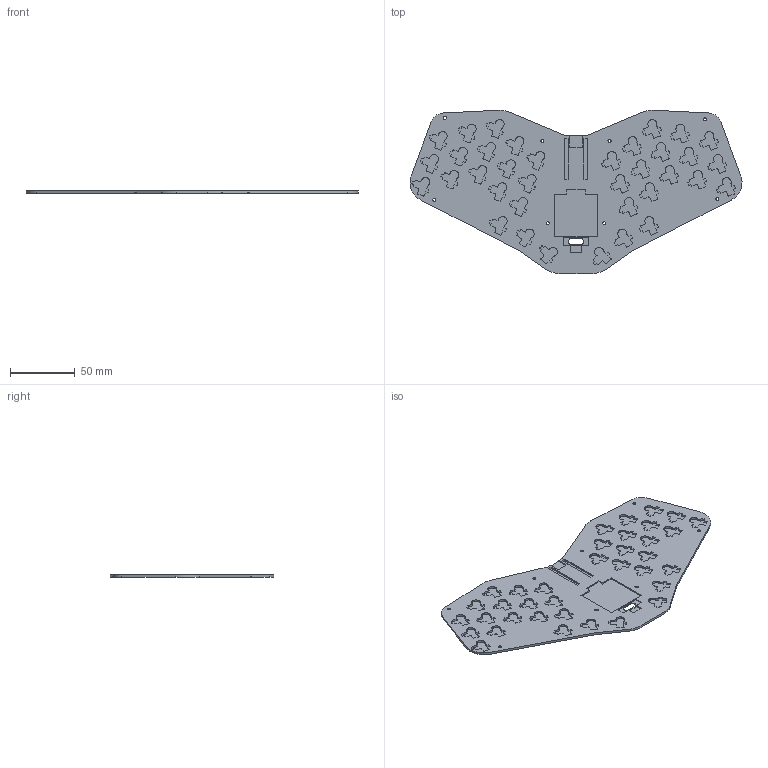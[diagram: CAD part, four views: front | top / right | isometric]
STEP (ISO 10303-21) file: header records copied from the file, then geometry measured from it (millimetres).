
FILE_DESCRIPTION(/* description */ (''),/* implementation_level */ '2;1');
FILE_NAME(/* name */ 'bottom plate.step',/* time_stamp */ '2025-09-05T11:45:09+03:00',/* author */ (''),/* organization */ (''),/* preprocessor_version */ 'ST-DEVELOPER v20.1',/* originating_system */ 'Autodesk Translation Framework v14.10.0.0',/* authorisation */ '');
FILE_SCHEMA (('AUTOMOTIVE_DESIGN { 1 0 10303 214 3 1 1 }'));
Length unit declared in the file: millimetre
Products named in the file (1): bottom plate
Bounding box: 257.2 x 126.86 x 1.8 mm (x, y, z)
Volume: 32556.5 mm3; surface area: 50431.3 mm2
Topology: 1 solids, 1 shells, 1092 faces, 3112 edges, 2070 vertices
Faces by surface type: plane 622, cylinder 388, bspline 72, cone 8, torus 2
Full cylindrical faces by diameter (mm): 4 x8, 11 x8
Entity records: 40158 total; most frequent: CARTESIAN_POINT 11390, ORIENTED_EDGE 6224, DIRECTION 5796, EDGE_CURVE 3112, LINE 2182, VECTOR 2182, VERTEX_POINT 2070, AXIS2_PLACEMENT_3D 1807
